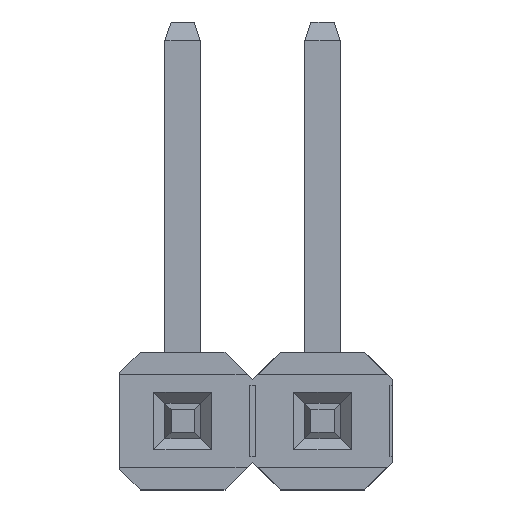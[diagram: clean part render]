
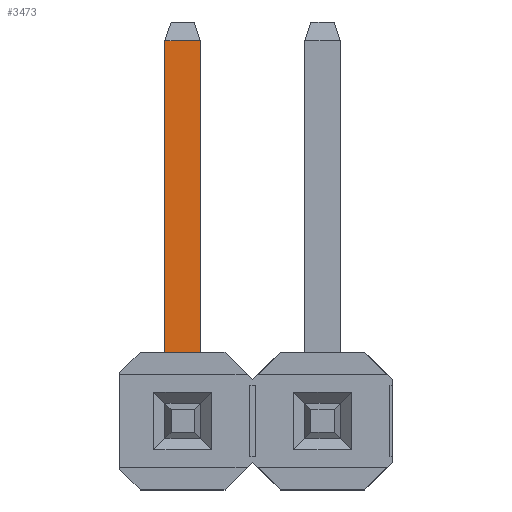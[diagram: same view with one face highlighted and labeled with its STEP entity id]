
A CAD part, top view. The second image highlights one B-rep face of the part: STEP entity #3473.
In plain terms, the highlighted free-form (B-spline) face has degree [1, 1] with [2, 2] control points.
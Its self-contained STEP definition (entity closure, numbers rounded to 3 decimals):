
#160 = EDGE_LOOP ( 'NONE', ( #1706, #2218, #2846, #2764 ) ) ;
#241 = CARTESIAN_POINT ( 'NONE',  ( 6.67, 1.43, -2.98 ) ) ;
#485 = B_SPLINE_SURFACE_WITH_KNOTS ( 'NONE', 1, 1, ( 
 ( #1356, #1339 ),
 ( #241, #3157 ) ),
 .UNSPECIFIED., .F., .F., .F.,
 ( 2, 2 ),
 ( 2, 2 ),
 ( 0., 1. ),
 ( 0., 1. ),
 .UNSPECIFIED. ) ;
#634 = B_SPLINE_CURVE_WITH_KNOTS ( 'NONE', 1,
 ( #3942, #1140 ),
 .UNSPECIFIED., .F., .F.,
 ( 2, 2 ),
 ( 0., 1. ),
 .UNSPECIFIED. ) ;
#750 = B_SPLINE_CURVE_WITH_KNOTS ( 'NONE', 1,
 ( #1503, #2906 ),
 .UNSPECIFIED., .F., .F.,
 ( 2, 2 ),
 ( 0., 1. ),
 .UNSPECIFIED. ) ;
#970 = CARTESIAN_POINT ( 'NONE',  ( 6.03, 7.66, -2.98 ) ) ;
#1072 = CARTESIAN_POINT ( 'NONE',  ( 6.03, 1.43, -2.98 ) ) ;
#1140 = CARTESIAN_POINT ( 'NONE',  ( 6.67, 1.43, -2.98 ) ) ;
#1339 = CARTESIAN_POINT ( 'NONE',  ( 6.03, 7.66, -2.98 ) ) ;
#1356 = CARTESIAN_POINT ( 'NONE',  ( 6.67, 7.66, -2.98 ) ) ;
#1417 = EDGE_CURVE ( 'NONE', #4333, #3627, #2417, .T. ) ;
#1503 = CARTESIAN_POINT ( 'NONE',  ( 6.67, 1.43, -2.98 ) ) ;
#1583 = VERTEX_POINT ( 'NONE', #1974 ) ;
#1706 = ORIENTED_EDGE ( 'NONE', *, *, #3704, .F. ) ;
#1974 = CARTESIAN_POINT ( 'NONE',  ( 6.67, 7.66, -2.98 ) ) ;
#2218 = ORIENTED_EDGE ( 'NONE', *, *, #3668, .F. ) ;
#2352 = CARTESIAN_POINT ( 'NONE',  ( 6.03, 7.66, -2.98 ) ) ;
#2417 = B_SPLINE_CURVE_WITH_KNOTS ( 'NONE', 1,
 ( #3815, #4200 ),
 .UNSPECIFIED., .F., .F.,
 ( 2, 2 ),
 ( 0., 1. ),
 .UNSPECIFIED. ) ;
#2493 = EDGE_CURVE ( 'NONE', #4333, #1583, #4021, .T. ) ;
#2764 = ORIENTED_EDGE ( 'NONE', *, *, #1417, .T. ) ;
#2846 = ORIENTED_EDGE ( 'NONE', *, *, #2493, .F. ) ;
#2906 = CARTESIAN_POINT ( 'NONE',  ( 6.03, 1.43, -2.98 ) ) ;
#2976 = FACE_OUTER_BOUND ( 'NONE', #160, .T. ) ;
#3157 = CARTESIAN_POINT ( 'NONE',  ( 6.03, 1.43, -2.98 ) ) ;
#3430 = CARTESIAN_POINT ( 'NONE',  ( 6.67, 7.66, -2.98 ) ) ;
#3473 = ADVANCED_FACE ( 'NONE', ( #2976 ), #485, .F. ) ;
#3627 = VERTEX_POINT ( 'NONE', #1072 ) ;
#3668 = EDGE_CURVE ( 'NONE', #1583, #4323, #634, .T. ) ;
#3704 = EDGE_CURVE ( 'NONE', #4323, #3627, #750, .T. ) ;
#3815 = CARTESIAN_POINT ( 'NONE',  ( 6.03, 7.66, -2.98 ) ) ;
#3942 = CARTESIAN_POINT ( 'NONE',  ( 6.67, 7.66, -2.98 ) ) ;
#4021 = B_SPLINE_CURVE_WITH_KNOTS ( 'NONE', 1,
 ( #2352, #3430 ),
 .UNSPECIFIED., .F., .F.,
 ( 2, 2 ),
 ( 0., 1. ),
 .UNSPECIFIED. ) ;
#4200 = CARTESIAN_POINT ( 'NONE',  ( 6.03, 1.43, -2.98 ) ) ;
#4323 = VERTEX_POINT ( 'NONE', #4407 ) ;
#4333 = VERTEX_POINT ( 'NONE', #970 ) ;
#4407 = CARTESIAN_POINT ( 'NONE',  ( 6.67, 1.43, -2.98 ) ) ;
